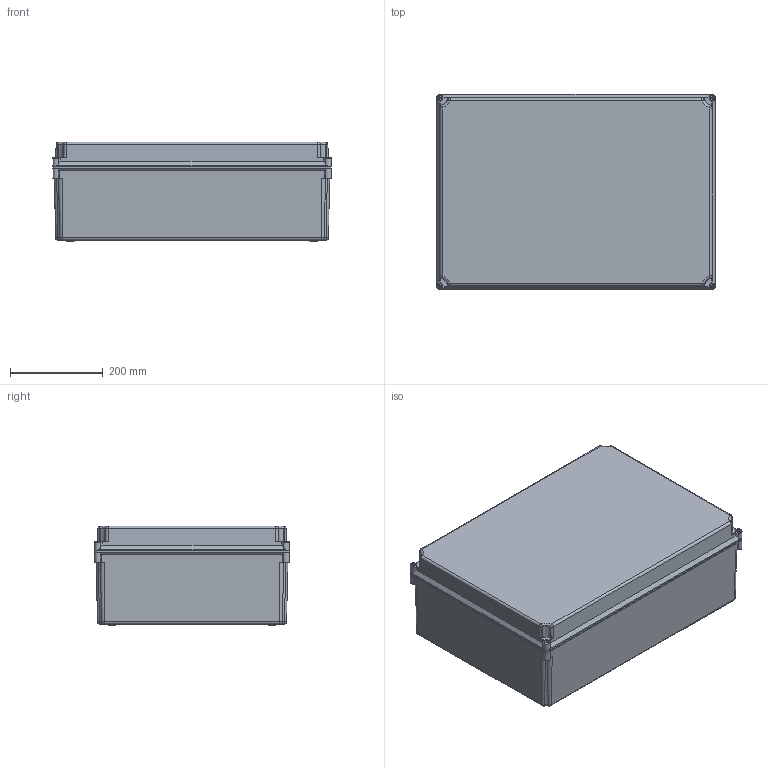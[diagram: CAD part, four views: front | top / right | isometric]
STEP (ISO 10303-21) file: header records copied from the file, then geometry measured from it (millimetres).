
FILE_DESCRIPTION (( 'STEP AP214' ), '1' );
FILE_NAME ('DUL24168W.STEP', '2019-07-09T19:07:07', ( '' ), ( '' ), 'SwSTEP 2.0', 'SolidWorks 2018', '' );
FILE_SCHEMA (( 'AUTOMOTIVE_DESIGN' ));
Length unit declared in the file: inch
Products named in the file (1): DUL24168W
Bounding box: 600 x 420 x 214.4 mm (x, y, z)
Volume: 3680568.7 mm3; surface area: 1846430.1 mm2
Topology: 15 solids, 15 shells, 758 faces, 1812 edges, 1132 vertices
Faces by surface type: plane 270, cylinder 208, cone 144, bspline 112, torus 24
Full cylindrical faces by diameter (mm): 4.134 x4, 4.917 x4, 5 x4, 5.5 x4, 6 x8, 6.6 x4, 8 x4, 9.5 x8, 11 x12
Entity records: 25085 total; most frequent: CARTESIAN_POINT 8606, ORIENTED_EDGE 3328, DIRECTION 3302, EDGE_CURVE 1664, AXIS2_PLACEMENT_3D 1319, VERTEX_POINT 1100, EDGE_LOOP 932, FACE_OUTER_BOUND 818
